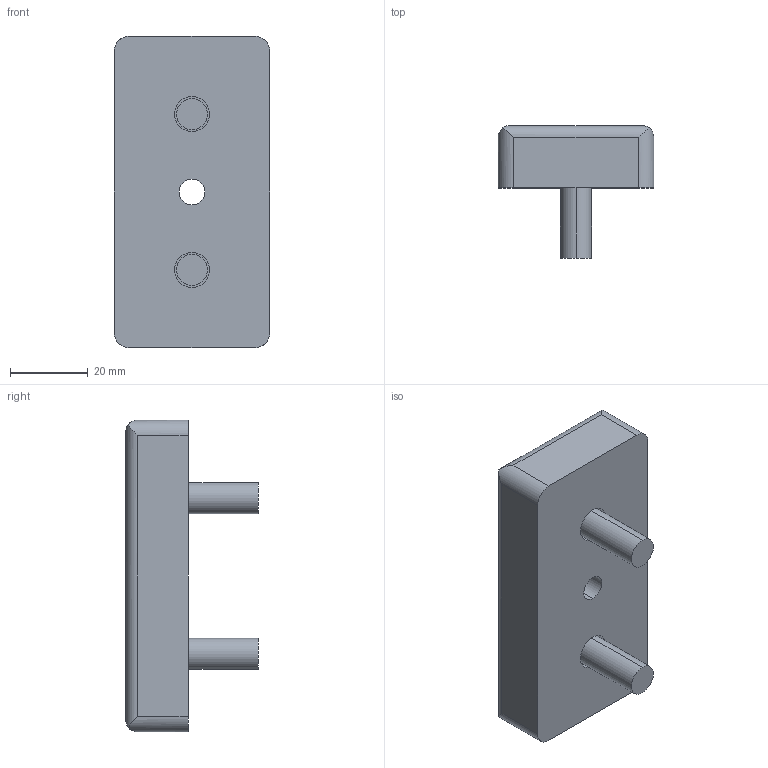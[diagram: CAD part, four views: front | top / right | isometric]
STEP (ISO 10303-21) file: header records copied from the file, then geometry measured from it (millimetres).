
FILE_DESCRIPTION (( 'STEP AP214' ), '1' );
FILE_NAME ('-7438100', '2019-02-04T09:43:32', ( '' ), ('JUGARD+KÜNSTNER GmbH'), 'SwSTEP 2.0', 'SolidWorks 2017', '' );
FILE_SCHEMA (( 'AUTOMOTIVE_DESIGN' ));
Length unit declared in the file: millimetre
Products named in the file (1): -7438100_CNAJF00
Bounding box: 40 x 34 x 80 mm (x, y, z)
Volume: 50568.6 mm3; surface area: 13226.2 mm2
Topology: 1 solids, 1 shells, 40 faces, 90 edges, 60 vertices
Faces by surface type: cylinder 26, plane 14
Entity records: 1684 total; most frequent: CARTESIAN_POINT 291, DIRECTION 200, ORIENTED_EDGE 180, EDGE_CURVE 90, AXIS2_PLACEMENT_3D 81, VERTEX_POINT 60, EDGE_LOOP 50, UNCERTAINTY_MEASURE_WITH_UNIT 43
